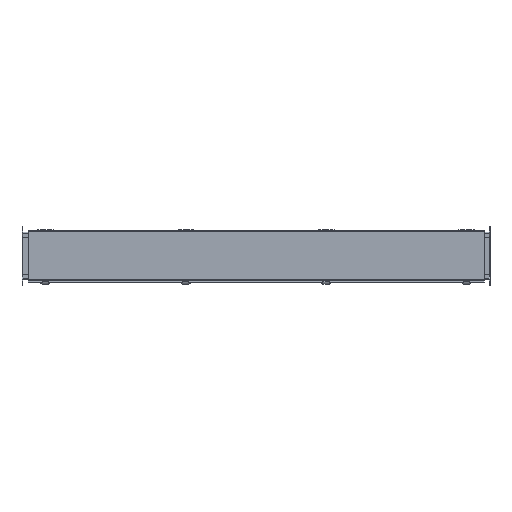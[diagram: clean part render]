
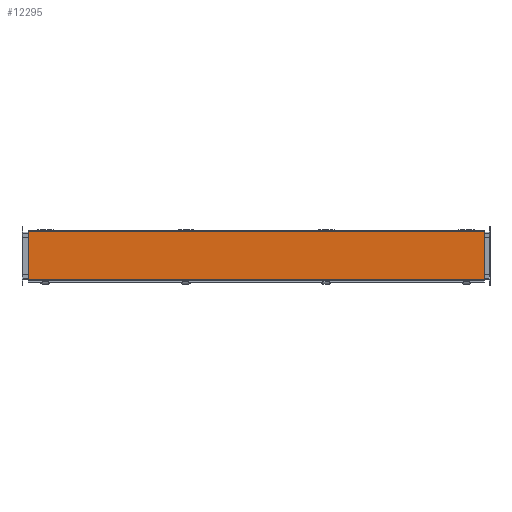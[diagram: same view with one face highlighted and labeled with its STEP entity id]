
A CAD part, top view. The second image highlights one B-rep face of the part: STEP entity #12295.
In plain terms, the highlighted planar face has unit normal (0, 0, 1).
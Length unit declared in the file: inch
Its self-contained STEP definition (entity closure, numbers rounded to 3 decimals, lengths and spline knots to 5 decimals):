
#27 = DIRECTION ( 'NONE',  ( 1., 0., 0. ) ) ;
#374 = CARTESIAN_POINT ( 'NONE',  ( 29.25, -3.1885, 6.172 ) ) ;
#1380 = VERTEX_POINT ( 'NONE', #21294 ) ;
#1671 = CARTESIAN_POINT ( 'NONE',  ( -29.218, -3.1885, 6.172 ) ) ;
#1781 = FACE_OUTER_BOUND ( 'NONE', #17302, .T. ) ;
#1844 = ORIENTED_EDGE ( 'NONE', *, *, #9171, .T. ) ;
#2734 = CARTESIAN_POINT ( 'NONE',  ( 29.25, 3.0785, 6.172 ) ) ;
#3547 = CARTESIAN_POINT ( 'NONE',  ( -29.218, -3.0805, 6.172 ) ) ;
#5424 = CARTESIAN_POINT ( 'NONE',  ( -29.218, 3.0785, 6.172 ) ) ;
#6497 = VECTOR ( 'NONE', #15401, 39.37008 ) ;
#7071 = LINE ( 'NONE', #5424, #13263 ) ;
#8123 = EDGE_CURVE ( 'NONE', #17640, #20166, #18664, .T. ) ;
#8184 = VERTEX_POINT ( 'NONE', #2734 ) ;
#8926 = CARTESIAN_POINT ( 'NONE',  ( -29.218, -3.0805, 6.172 ) ) ;
#8994 = CARTESIAN_POINT ( 'NONE',  ( -29.218, -3.1885, 6.172 ) ) ;
#9171 = EDGE_CURVE ( 'NONE', #20166, #1380, #15288, .T. ) ;
#9566 = ORIENTED_EDGE ( 'NONE', *, *, #13234, .T. ) ;
#10369 = LINE ( 'NONE', #374, #16603 ) ;
#10420 = DIRECTION ( 'NONE',  ( 0., -1., 0. ) ) ;
#10902 = ORIENTED_EDGE ( 'NONE', *, *, #14371, .T. ) ;
#11914 = DIRECTION ( 'NONE',  ( 0., 1., 0. ) ) ;
#11988 = DIRECTION ( 'NONE',  ( 0., 0., 1. ) ) ;
#12295 = ADVANCED_FACE ( 'NONE', ( #1781 ), #13421, .T. ) ;
#13234 = EDGE_CURVE ( 'NONE', #8184, #17640, #7071, .T. ) ;
#13263 = VECTOR ( 'NONE', #17180, 39.37008 ) ;
#13421 = PLANE ( 'NONE',  #15312 ) ;
#14371 = EDGE_CURVE ( 'NONE', #1380, #8184, #10369, .T. ) ;
#15288 = LINE ( 'NONE', #3547, #6497 ) ;
#15312 = AXIS2_PLACEMENT_3D ( 'NONE', #1671, #11988, #27 ) ;
#15401 = DIRECTION ( 'NONE',  ( 1., 0., 0. ) ) ;
#15707 = VECTOR ( 'NONE', #10420, 39.37008 ) ;
#16603 = VECTOR ( 'NONE', #11914, 39.37008 ) ;
#17180 = DIRECTION ( 'NONE',  ( -1., 0., 0. ) ) ;
#17302 = EDGE_LOOP ( 'NONE', ( #21469, #1844, #10902, #9566 ) ) ;
#17640 = VERTEX_POINT ( 'NONE', #18750 ) ;
#18664 = LINE ( 'NONE', #8994, #15707 ) ;
#18750 = CARTESIAN_POINT ( 'NONE',  ( -29.218, 3.0785, 6.172 ) ) ;
#20166 = VERTEX_POINT ( 'NONE', #8926 ) ;
#21294 = CARTESIAN_POINT ( 'NONE',  ( 29.25, -3.0805, 6.172 ) ) ;
#21469 = ORIENTED_EDGE ( 'NONE', *, *, #8123, .T. ) ;
